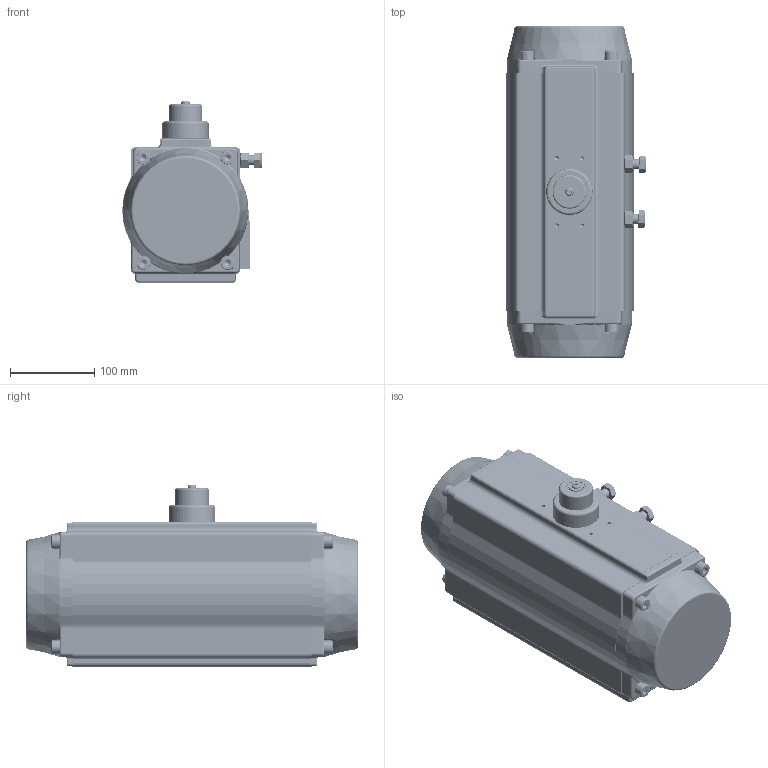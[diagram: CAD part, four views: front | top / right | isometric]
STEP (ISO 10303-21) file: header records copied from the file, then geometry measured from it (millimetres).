
FILE_DESCRIPTION(/* description */ (''),/* implementation_level */ '2;1');
FILE_NAME(/* name */ 'C-140SR12.step',/* time_stamp */ '2025-12-25T15:26:28+08:00',/* author */ (''),/* organization */ (''),/* preprocessor_version */ 'ST-DEVELOPER v16',/* originating_system */ 'SIEMENS PLM Software NX 10.0',/* authorisation */ '');
FILE_SCHEMA (('AUTOMOTIVE_DESIGN { 1 0 10303 214 3 1 1 1 }'));
Products named in the file (21): 弹簧; 弹簧柱; Bearing-piston; O-ring piston; 指示器螺钉; 指示器垫片; 金属条指示器92-105; Adjust screw; C-140新端盖开模; C-140-08; Indicator-125; Thrust washer; Outside washer; Circlip; Nut adjust screw; End-cap screw; C-140-04（22x22); C-140-01; 弹簧总装; C-140-03_MODEL; C-140
Assembly tree (44 placements, depth 3):
  C-140
    C-140-01
    C-140-04（22x22)
    End-cap screw  x10
    Nut adjust screw  x2
    Circlip
    Outside washer
    Thrust washer
    Indicator-125
    C-140-08
    C-140新端盖开模  x2
    Adjust screw  x2
    C-140-03_MODEL  x2
      O-ring piston
      Bearing-piston
    金属条指示器92-105
    指示器垫片
    指示器螺钉
    弹簧总装  x12
      弹簧柱
      弹簧
Bounding box: 165.71 x 393.8 x 215.9 mm (x, y, z)
Volume: 4664963 mm3; surface area: 1397395.9 mm2
Topology: 80 solids, 80 shells, 2862 faces, 7025 edges, 4372 vertices
Faces by surface type: plane 949, cylinder 787, bspline 385, torus 329, cone 268, sphere 84, extrusion 60
Full cylindrical faces by diameter (mm): 2.5 x2, 4.2 x8, 5 x1, 6 x3, 6.5 x1, 8 x5, 8.374 x10, 8.376 x10, 8.5 x12, 9 x2, 10 x21, 10.106 x2, 10.3 x8, 10.374 x2, 10.376 x2, 11 x8, 12 x6, 12.001 x2, 13.2 x12, 16 x10, 17.8 x1, 21.2 x24, 22.8 x1, 23 x1, 26.8 x24, 32 x1, 34.2 x1, 35.8 x24, 36.4 x1, 36.5 x1
Entity records: 65042 total; most frequent: CARTESIAN_POINT 28429, ORIENTED_EDGE 7368, DIRECTION 7190, EDGE_CURVE 3684, AXIS2_PLACEMENT_3D 2830, VERTEX_POINT 2490, EDGE_LOOP 1923, ADVANCED_FACE 1578
